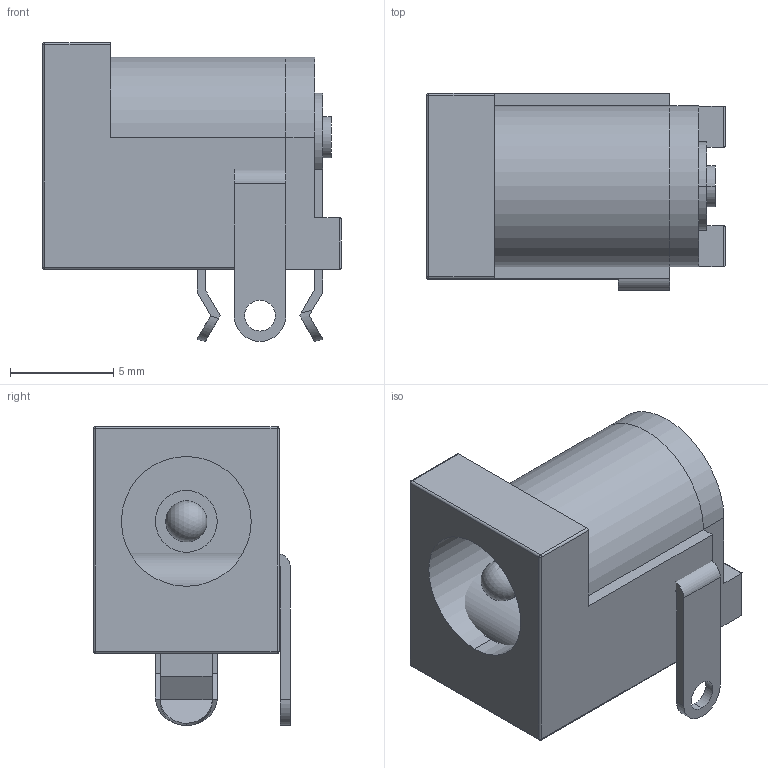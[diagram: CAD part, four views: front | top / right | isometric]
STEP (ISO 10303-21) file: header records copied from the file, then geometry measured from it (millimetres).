
FILE_DESCRIPTION (( 'STEP AP203' ), '1' );
FILE_NAME ('PRT-00119.STEP', '2021-03-25T06:40:42', ( '' ), ( '' ), 'SwSTEP 2.0', 'SolidWorks 2018', '' );
FILE_SCHEMA (( 'CONFIG_CONTROL_DESIGN' ));
Length unit declared in the file: millimetre
Products named in the file (1): PRT-00119
Bounding box: 14.5 x 9.55 x 14.5 mm (x, y, z)
Volume: 919.9 mm3; surface area: 1319.7 mm2
Topology: 4 solids, 4 shells, 99 faces, 246 edges, 154 vertices
Faces by surface type: plane 53, cylinder 39, sphere 5, bspline 2
Entity records: 3037 total; most frequent: CARTESIAN_POINT 680, ORIENTED_EDGE 476, DIRECTION 464, EDGE_CURVE 238, LINE 160, VECTOR 160, AXIS2_PLACEMENT_3D 152, VERTEX_POINT 152
